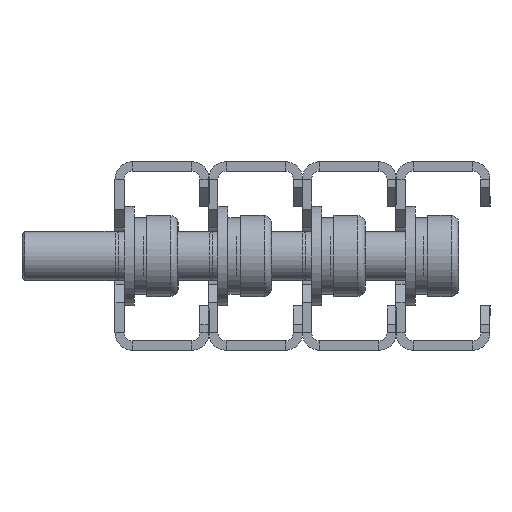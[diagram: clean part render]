
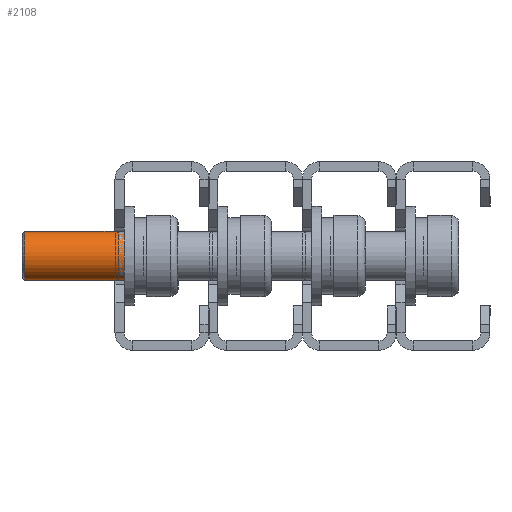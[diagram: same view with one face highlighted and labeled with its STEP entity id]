
A CAD part, left-side view. The second image highlights one B-rep face of the part: STEP entity #2108.
In plain terms, the highlighted cylindrical face has radius 4 mm (diameter 8 mm), a partial arc.
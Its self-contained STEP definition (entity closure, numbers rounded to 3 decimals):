
#132 = ORIENTED_EDGE ( 'NONE', *, *, #4041, .T. ) ;
#296 = AXIS2_PLACEMENT_3D ( 'NONE', #8642, #6522, #2492 ) ;
#753 = ORIENTED_EDGE ( 'NONE', *, *, #775, .T. ) ;
#775 = EDGE_CURVE ( 'NONE', #6556, #3656, #8032, .T. ) ;
#1737 = CIRCLE ( 'NONE', #5143, 4. ) ;
#1885 = CYLINDRICAL_SURFACE ( 'NONE', #8163, 4. ) ;
#2108 = ADVANCED_FACE ( '�����3', ( #5517 ), #1885, .T. ) ;
#2169 = VECTOR ( 'NONE', #7521, 1000. ) ;
#2492 = DIRECTION ( 'NONE',  ( 0., 0., 1. ) ) ;
#2629 = DIRECTION ( 'NONE',  ( 1., 0., 0. ) ) ;
#2891 = VERTEX_POINT ( 'NONE', #4748 ) ;
#3656 = VERTEX_POINT ( 'NONE', #4854 ) ;
#4041 = EDGE_CURVE ( '������14', #3656, #5904, #1737, .T. ) ;
#4061 = CARTESIAN_POINT ( 'NONE',  ( 5.6, 0., 4. ) ) ;
#4385 = CARTESIAN_POINT ( 'NONE',  ( -31.75, 0., 0. ) ) ;
#4727 = ORIENTED_EDGE ( 'NONE', *, *, #8568, .F. ) ;
#4748 = CARTESIAN_POINT ( 'NONE',  ( 24.537, 0., 4. ) ) ;
#4854 = CARTESIAN_POINT ( 'NONE',  ( 5.6, 0., -4. ) ) ;
#4976 = CIRCLE ( 'NONE', #296, 4. ) ;
#5143 = AXIS2_PLACEMENT_3D ( 'NONE', #8230, #2629, #8199 ) ;
#5517 = FACE_OUTER_BOUND ( 'NONE', #8794, .T. ) ;
#5660 = CARTESIAN_POINT ( 'NONE',  ( -31.75, 0., -4. ) ) ;
#5904 = VERTEX_POINT ( 'NONE', #4061 ) ;
#6204 = VECTOR ( 'NONE', #8425, 1000. ) ;
#6327 = EDGE_CURVE ( '������7', #2891, #6556, #4976, .T. ) ;
#6392 = ORIENTED_EDGE ( 'NONE', *, *, #6327, .T. ) ;
#6474 = LINE ( 'NONE', #6822, #2169 ) ;
#6522 = DIRECTION ( 'NONE',  ( -1., 0., 0. ) ) ;
#6556 = VERTEX_POINT ( 'NONE', #8051 ) ;
#6822 = CARTESIAN_POINT ( 'NONE',  ( -31.75, 0., 4. ) ) ;
#7106 = DIRECTION ( 'NONE',  ( 0., 0., 1. ) ) ;
#7194 = DIRECTION ( 'NONE',  ( -1., 0., 0. ) ) ;
#7521 = DIRECTION ( 'NONE',  ( -1., 0., 0. ) ) ;
#8032 = LINE ( 'NONE', #5660, #6204 ) ;
#8051 = CARTESIAN_POINT ( 'NONE',  ( 24.537, 0., -4. ) ) ;
#8163 = AXIS2_PLACEMENT_3D ( 'NONE', #4385, #7194, #7106 ) ;
#8199 = DIRECTION ( 'NONE',  ( 0., 0., -1. ) ) ;
#8230 = CARTESIAN_POINT ( 'NONE',  ( 5.6, 0., 0. ) ) ;
#8425 = DIRECTION ( 'NONE',  ( -1., 0., 0. ) ) ;
#8568 = EDGE_CURVE ( 'NONE', #2891, #5904, #6474, .T. ) ;
#8642 = CARTESIAN_POINT ( 'NONE',  ( 24.537, 0., 0. ) ) ;
#8794 = EDGE_LOOP ( 'NONE', ( #6392, #753, #132, #4727 ) ) ;
